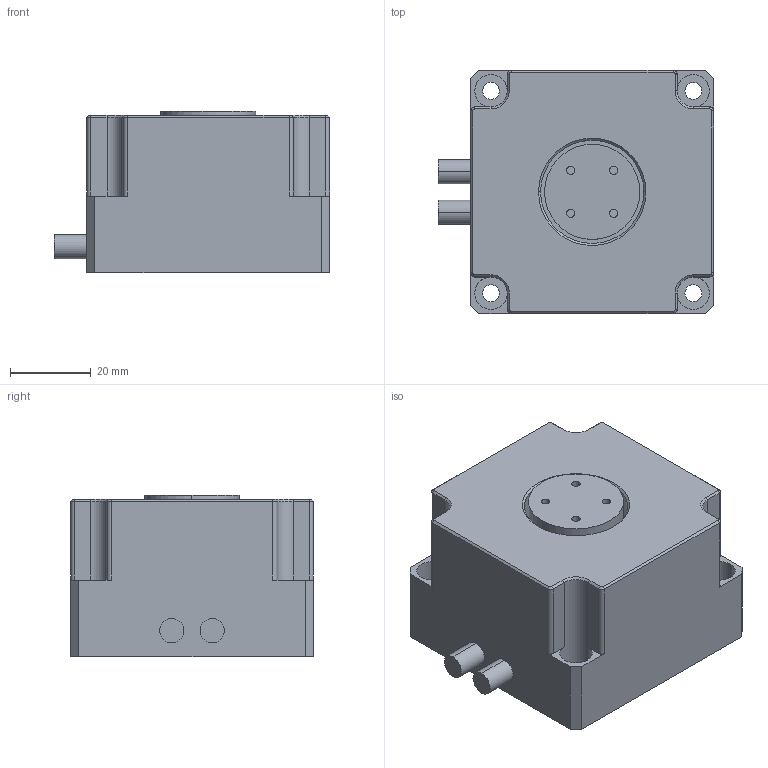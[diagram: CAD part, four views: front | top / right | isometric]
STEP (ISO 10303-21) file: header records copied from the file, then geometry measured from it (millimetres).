
FILE_DESCRIPTION (( 'STEP AP203' ), '1' );
FILE_NAME ('XD801-D1ÍâÐÎ³ß´ç-19.12.16.STEP', '2019-12-16T07:32:56', ( '' ), ( '' ), 'SwSTEP 2.0', 'SolidWorks 2016', '' );
FILE_SCHEMA (( 'CONFIG_CONTROL_DESIGN' ));
Length unit declared in the file: millimetre
Products named in the file (1): XD801-D1俋倛喜渡-19.12.16
Bounding box: 68 x 60 x 40 mm (x, y, z)
Surface area: 19229.3 mm2 (no closed solid volume)
Topology: 0 solids, 2 shells, 91 faces, 240 edges, 150 vertices
Faces by surface type: cylinder 40, plane 37, cone 14
Entity records: 2886 total; most frequent: DIRECTION 522, CARTESIAN_POINT 482, ORIENTED_EDGE 452, EDGE_CURVE 240, AXIS2_PLACEMENT_3D 190, VERTEX_POINT 150, LINE 142, VECTOR 142
